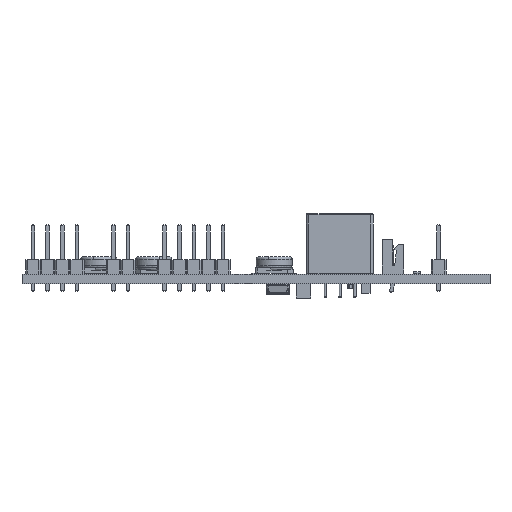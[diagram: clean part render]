
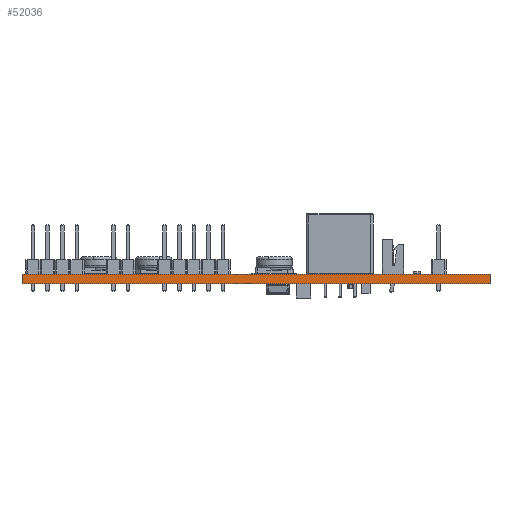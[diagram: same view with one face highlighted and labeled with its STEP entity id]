
A CAD part, left-side view. The second image highlights one B-rep face of the part: STEP entity #52036.
In plain terms, the highlighted planar face has unit normal (-1, 0, 0).
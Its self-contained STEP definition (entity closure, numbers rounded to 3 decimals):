
#51920 = EDGE_CURVE('',#51921,#51923,#51925,.T.);
#51921 = VERTEX_POINT('',#51922);
#51922 = CARTESIAN_POINT('',(-39.37,40.64,0.));
#51923 = VERTEX_POINT('',#51924);
#51924 = CARTESIAN_POINT('',(-39.37,40.64,1.6));
#51925 = SURFACE_CURVE('',#51926,(#51930,#51942),.PCURVE_S1.);
#51926 = LINE('',#51927,#51928);
#51927 = CARTESIAN_POINT('',(-39.37,40.64,0.));
#51928 = VECTOR('',#51929,1.);
#51929 = DIRECTION('',(0.,0.,1.));
#51930 = PCURVE('',#51931,#51936);
#51931 = PLANE('',#51932);
#51932 = AXIS2_PLACEMENT_3D('',#51933,#51934,#51935);
#51933 = CARTESIAN_POINT('',(-39.37,40.64,0.));
#51934 = DIRECTION('',(0.,1.,0.));
#51935 = DIRECTION('',(1.,0.,0.));
#51936 = DEFINITIONAL_REPRESENTATION('',(#51937),#51941);
#51937 = LINE('',#51938,#51939);
#51938 = CARTESIAN_POINT('',(0.,0.));
#51939 = VECTOR('',#51940,1.);
#51940 = DIRECTION('',(0.,-1.));
#51941 = ( GEOMETRIC_REPRESENTATION_CONTEXT(2) 
PARAMETRIC_REPRESENTATION_CONTEXT() REPRESENTATION_CONTEXT('2D SPACE',''
  ) );
#51942 = PCURVE('',#51943,#51948);
#51943 = PLANE('',#51944);
#51944 = AXIS2_PLACEMENT_3D('',#51945,#51946,#51947);
#51945 = CARTESIAN_POINT('',(-39.37,-40.64,0.));
#51946 = DIRECTION('',(-1.,0.,0.));
#51947 = DIRECTION('',(0.,1.,0.));
#51948 = DEFINITIONAL_REPRESENTATION('',(#51949),#51953);
#51949 = LINE('',#51950,#51951);
#51950 = CARTESIAN_POINT('',(81.28,0.));
#51951 = VECTOR('',#51952,1.);
#51952 = DIRECTION('',(0.,-1.));
#51953 = ( GEOMETRIC_REPRESENTATION_CONTEXT(2) 
PARAMETRIC_REPRESENTATION_CONTEXT() REPRESENTATION_CONTEXT('2D SPACE',''
  ) );
#51971 = PLANE('',#51972);
#51972 = AXIS2_PLACEMENT_3D('',#51973,#51974,#51975);
#51973 = CARTESIAN_POINT('',(0.,0.,1.6)
  );
#51974 = DIRECTION('',(-0.,-0.,-1.));
#51975 = DIRECTION('',(-1.,0.,0.));
#52025 = PLANE('',#52026);
#52026 = AXIS2_PLACEMENT_3D('',#52027,#52028,#52029);
#52027 = CARTESIAN_POINT('',(0.,0.,0.));
#52028 = DIRECTION('',(-0.,-0.,-1.));
#52029 = DIRECTION('',(-1.,0.,0.));
#52036 = ADVANCED_FACE('',(#52037),#51943,.T.);
#52037 = FACE_BOUND('',#52038,.T.);
#52038 = EDGE_LOOP('',(#52039,#52069,#52090,#52091));
#52039 = ORIENTED_EDGE('',*,*,#52040,.T.);
#52040 = EDGE_CURVE('',#52041,#52043,#52045,.T.);
#52041 = VERTEX_POINT('',#52042);
#52042 = CARTESIAN_POINT('',(-39.37,-40.64,0.));
#52043 = VERTEX_POINT('',#52044);
#52044 = CARTESIAN_POINT('',(-39.37,-40.64,1.6));
#52045 = SURFACE_CURVE('',#52046,(#52050,#52057),.PCURVE_S1.);
#52046 = LINE('',#52047,#52048);
#52047 = CARTESIAN_POINT('',(-39.37,-40.64,0.));
#52048 = VECTOR('',#52049,1.);
#52049 = DIRECTION('',(0.,0.,1.));
#52050 = PCURVE('',#51943,#52051);
#52051 = DEFINITIONAL_REPRESENTATION('',(#52052),#52056);
#52052 = LINE('',#52053,#52054);
#52053 = CARTESIAN_POINT('',(0.,0.));
#52054 = VECTOR('',#52055,1.);
#52055 = DIRECTION('',(0.,-1.));
#52056 = ( GEOMETRIC_REPRESENTATION_CONTEXT(2) 
PARAMETRIC_REPRESENTATION_CONTEXT() REPRESENTATION_CONTEXT('2D SPACE',''
  ) );
#52057 = PCURVE('',#52058,#52063);
#52058 = PLANE('',#52059);
#52059 = AXIS2_PLACEMENT_3D('',#52060,#52061,#52062);
#52060 = CARTESIAN_POINT('',(39.37,-40.64,0.));
#52061 = DIRECTION('',(0.,-1.,0.));
#52062 = DIRECTION('',(-1.,0.,0.));
#52063 = DEFINITIONAL_REPRESENTATION('',(#52064),#52068);
#52064 = LINE('',#52065,#52066);
#52065 = CARTESIAN_POINT('',(78.74,0.));
#52066 = VECTOR('',#52067,1.);
#52067 = DIRECTION('',(0.,-1.));
#52068 = ( GEOMETRIC_REPRESENTATION_CONTEXT(2) 
PARAMETRIC_REPRESENTATION_CONTEXT() REPRESENTATION_CONTEXT('2D SPACE',''
  ) );
#52069 = ORIENTED_EDGE('',*,*,#52070,.T.);
#52070 = EDGE_CURVE('',#52043,#51923,#52071,.T.);
#52071 = SURFACE_CURVE('',#52072,(#52076,#52083),.PCURVE_S1.);
#52072 = LINE('',#52073,#52074);
#52073 = CARTESIAN_POINT('',(-39.37,-40.64,1.6));
#52074 = VECTOR('',#52075,1.);
#52075 = DIRECTION('',(0.,1.,0.));
#52076 = PCURVE('',#51943,#52077);
#52077 = DEFINITIONAL_REPRESENTATION('',(#52078),#52082);
#52078 = LINE('',#52079,#52080);
#52079 = CARTESIAN_POINT('',(0.,-1.6));
#52080 = VECTOR('',#52081,1.);
#52081 = DIRECTION('',(1.,0.));
#52082 = ( GEOMETRIC_REPRESENTATION_CONTEXT(2) 
PARAMETRIC_REPRESENTATION_CONTEXT() REPRESENTATION_CONTEXT('2D SPACE',''
  ) );
#52083 = PCURVE('',#51971,#52084);
#52084 = DEFINITIONAL_REPRESENTATION('',(#52085),#52089);
#52085 = LINE('',#52086,#52087);
#52086 = CARTESIAN_POINT('',(39.37,-40.64));
#52087 = VECTOR('',#52088,1.);
#52088 = DIRECTION('',(0.,1.));
#52089 = ( GEOMETRIC_REPRESENTATION_CONTEXT(2) 
PARAMETRIC_REPRESENTATION_CONTEXT() REPRESENTATION_CONTEXT('2D SPACE',''
  ) );
#52090 = ORIENTED_EDGE('',*,*,#51920,.F.);
#52091 = ORIENTED_EDGE('',*,*,#52092,.F.);
#52092 = EDGE_CURVE('',#52041,#51921,#52093,.T.);
#52093 = SURFACE_CURVE('',#52094,(#52098,#52105),.PCURVE_S1.);
#52094 = LINE('',#52095,#52096);
#52095 = CARTESIAN_POINT('',(-39.37,-40.64,0.));
#52096 = VECTOR('',#52097,1.);
#52097 = DIRECTION('',(0.,1.,0.));
#52098 = PCURVE('',#51943,#52099);
#52099 = DEFINITIONAL_REPRESENTATION('',(#52100),#52104);
#52100 = LINE('',#52101,#52102);
#52101 = CARTESIAN_POINT('',(0.,0.));
#52102 = VECTOR('',#52103,1.);
#52103 = DIRECTION('',(1.,0.));
#52104 = ( GEOMETRIC_REPRESENTATION_CONTEXT(2) 
PARAMETRIC_REPRESENTATION_CONTEXT() REPRESENTATION_CONTEXT('2D SPACE',''
  ) );
#52105 = PCURVE('',#52025,#52106);
#52106 = DEFINITIONAL_REPRESENTATION('',(#52107),#52111);
#52107 = LINE('',#52108,#52109);
#52108 = CARTESIAN_POINT('',(39.37,-40.64));
#52109 = VECTOR('',#52110,1.);
#52110 = DIRECTION('',(0.,1.));
#52111 = ( GEOMETRIC_REPRESENTATION_CONTEXT(2) 
PARAMETRIC_REPRESENTATION_CONTEXT() REPRESENTATION_CONTEXT('2D SPACE',''
  ) );
